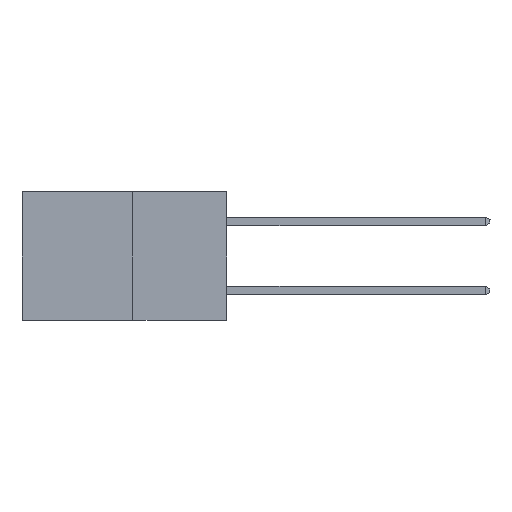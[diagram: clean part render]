
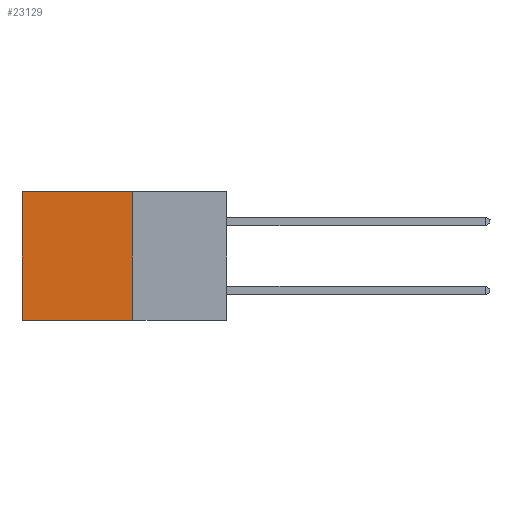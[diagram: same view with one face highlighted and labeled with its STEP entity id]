
A CAD part, left-side view. The second image highlights one B-rep face of the part: STEP entity #23129.
In plain terms, the highlighted planar face has unit normal (-1, 0, 0).
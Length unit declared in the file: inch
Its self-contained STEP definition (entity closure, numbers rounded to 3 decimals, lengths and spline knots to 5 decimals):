
#690 = CARTESIAN_POINT ( 'NONE',  ( 0.277, 0.59, -0.37 ) ) ;
#2448 = LINE ( 'NONE', #2863, #22422 ) ;
#2863 = CARTESIAN_POINT ( 'NONE',  ( 0.277, 0.27, -0.37 ) ) ;
#3206 = VERTEX_POINT ( 'NONE', #9263 ) ;
#4149 = CARTESIAN_POINT ( 'NONE',  ( 0.277, 0.59, 0. ) ) ;
#4272 = LINE ( 'NONE', #32801, #17319 ) ;
#4879 = LINE ( 'NONE', #690, #11796 ) ;
#5379 = VECTOR ( 'NONE', #32508, 39.37008 ) ;
#5469 = DIRECTION ( 'NONE',  ( 0., 0., -1. ) ) ;
#6513 = EDGE_CURVE ( 'NONE', #32391, #3206, #4879, .T. ) ;
#9263 = CARTESIAN_POINT ( 'NONE',  ( 0.277, 0.59, -0.37 ) ) ;
#9408 = DIRECTION ( 'NONE',  ( 0., 1., 0. ) ) ;
#9539 = DIRECTION ( 'NONE',  ( 1., 0., 0. ) ) ;
#10160 = EDGE_CURVE ( 'NONE', #30259, #32391, #4272, .T. ) ;
#11752 = FACE_OUTER_BOUND ( 'NONE', #18758, .T. ) ;
#11796 = VECTOR ( 'NONE', #18883, 39.37008 ) ;
#15073 = ORIENTED_EDGE ( 'NONE', *, *, #10160, .T. ) ;
#16489 = CARTESIAN_POINT ( 'NONE',  ( 0.277, 0.27, 0. ) ) ;
#17319 = VECTOR ( 'NONE', #9408, 39.37008 ) ;
#17335 = PLANE ( 'NONE',  #24385 ) ;
#18596 = ORIENTED_EDGE ( 'NONE', *, *, #21580, .F. ) ;
#18758 = EDGE_LOOP ( 'NONE', ( #22971, #28760, #18596, #15073 ) ) ;
#18883 = DIRECTION ( 'NONE',  ( 0., 0., -1. ) ) ;
#21580 = EDGE_CURVE ( 'NONE', #30259, #29156, #2448, .T. ) ;
#22422 = VECTOR ( 'NONE', #5469, 39.37008 ) ;
#22971 = ORIENTED_EDGE ( 'NONE', *, *, #6513, .T. ) ;
#23129 = ADVANCED_FACE ( 'NONE', ( #11752 ), #17335, .F. ) ;
#24385 = AXIS2_PLACEMENT_3D ( 'NONE', #25208, #9539, #27819 ) ;
#24670 = CARTESIAN_POINT ( 'NONE',  ( 0.277, 0.27, -0.37 ) ) ;
#25208 = CARTESIAN_POINT ( 'NONE',  ( 0.277, 0.27, -0.37 ) ) ;
#26208 = LINE ( 'NONE', #29975, #5379 ) ;
#27819 = DIRECTION ( 'NONE',  ( 0., 0., -1. ) ) ;
#28760 = ORIENTED_EDGE ( 'NONE', *, *, #29666, .F. ) ;
#29156 = VERTEX_POINT ( 'NONE', #24670 ) ;
#29666 = EDGE_CURVE ( 'NONE', #29156, #3206, #26208, .T. ) ;
#29975 = CARTESIAN_POINT ( 'NONE',  ( 0.277, 0.27, -0.37 ) ) ;
#30259 = VERTEX_POINT ( 'NONE', #16489 ) ;
#32391 = VERTEX_POINT ( 'NONE', #4149 ) ;
#32508 = DIRECTION ( 'NONE',  ( 0., 1., 0. ) ) ;
#32801 = CARTESIAN_POINT ( 'NONE',  ( 0.277, 0.27, 0. ) ) ;
